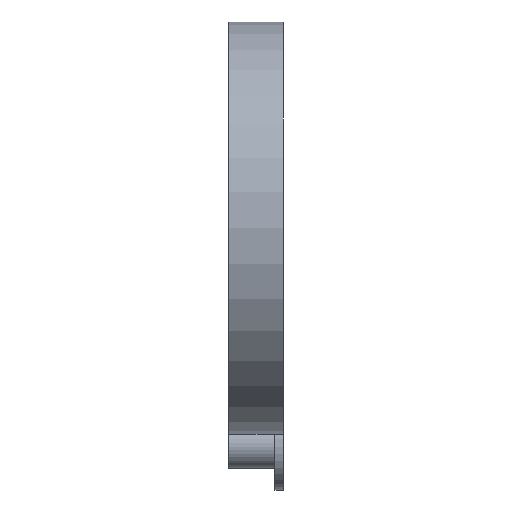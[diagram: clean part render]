
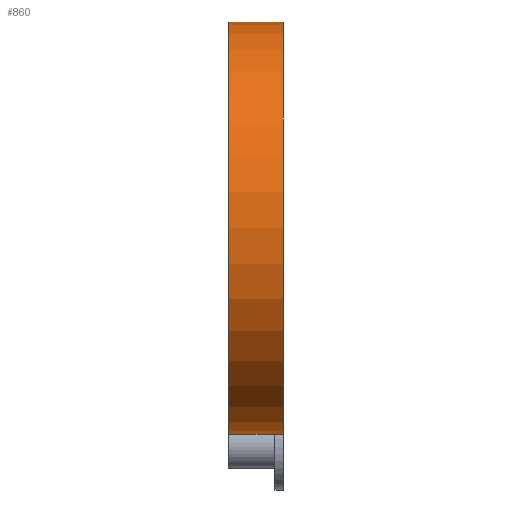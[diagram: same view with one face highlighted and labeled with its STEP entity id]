
A CAD part, left-side view. The second image highlights one B-rep face of the part: STEP entity #860.
In plain terms, the highlighted cylindrical face has radius 19 mm (diameter 38 mm), a full revolution.
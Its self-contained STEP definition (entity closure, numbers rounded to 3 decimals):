
#165=FACE_OUTER_BOUND('',#245,.T.);
#245=EDGE_LOOP('',(#752,#753,#754,#755));
#303=LINE('',#1582,#337);
#337=VECTOR('',#1342,19.);
#404=CIRCLE('',#1062,19.);
#405=CIRCLE('',#1063,19.);
#472=VERTEX_POINT('',#1579);
#473=VERTEX_POINT('',#1581);
#573=EDGE_CURVE('',#472,#472,#404,.T.);
#574=EDGE_CURVE('',#472,#473,#303,.T.);
#575=EDGE_CURVE('',#473,#473,#405,.T.);
#752=ORIENTED_EDGE('',*,*,#573,.F.);
#753=ORIENTED_EDGE('',*,*,#574,.T.);
#754=ORIENTED_EDGE('',*,*,#575,.T.);
#755=ORIENTED_EDGE('',*,*,#574,.F.);
#813=CYLINDRICAL_SURFACE('',#1061,19.);
#860=ADVANCED_FACE('',(#165),#813,.T.);
#1061=AXIS2_PLACEMENT_3D('',#1578,#1338,#1339);
#1062=AXIS2_PLACEMENT_3D('',#1580,#1340,#1341);
#1063=AXIS2_PLACEMENT_3D('',#1583,#1343,#1344);
#1338=DIRECTION('center_axis',(0.,1.,0.));
#1339=DIRECTION('ref_axis',(-1.,0.,0.));
#1340=DIRECTION('center_axis',(0.,1.,0.));
#1341=DIRECTION('ref_axis',(-1.,0.,0.));
#1342=DIRECTION('',(0.,-1.,0.));
#1343=DIRECTION('center_axis',(0.,1.,0.));
#1344=DIRECTION('ref_axis',(-1.,0.,0.));
#1578=CARTESIAN_POINT('Origin',(0.,0.,0.));
#1579=CARTESIAN_POINT('',(19.,5.,0.));
#1580=CARTESIAN_POINT('Origin',(0.,5.,0.));
#1581=CARTESIAN_POINT('',(19.,0.,0.));
#1582=CARTESIAN_POINT('',(19.,0.,0.));
#1583=CARTESIAN_POINT('Origin',(0.,0.,0.));
